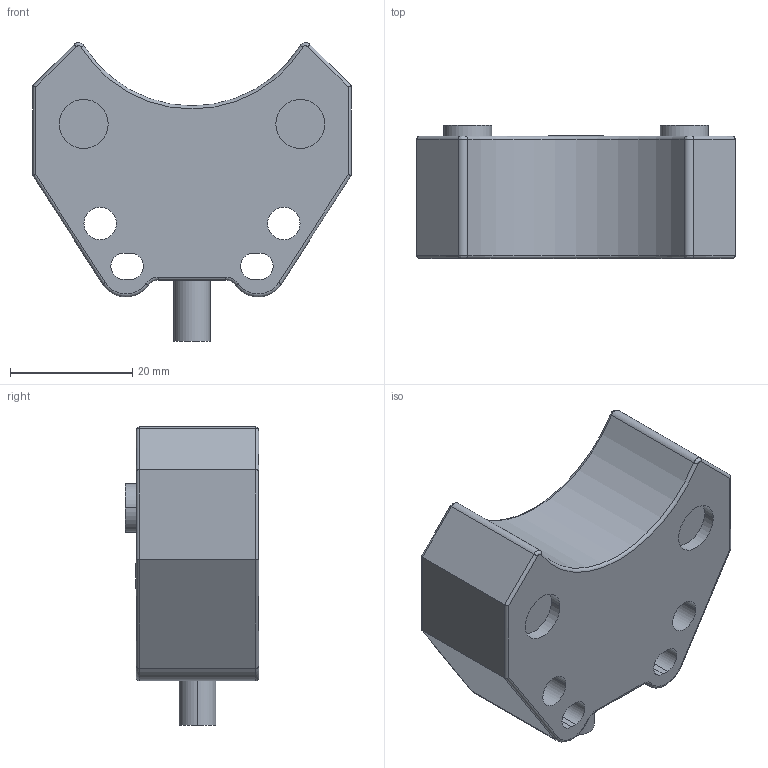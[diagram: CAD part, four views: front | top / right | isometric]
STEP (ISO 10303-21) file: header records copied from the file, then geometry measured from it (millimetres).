
FILE_DESCRIPTION((''),'2;1');
FILE_NAME('DM_CAD-0273A','2015-06-09T',('Creinig-se'),(''),'PRO/ENGINEER BY PARAMETRIC TECHNOLOGY CORPORATION, 2013050','PRO/ENGINEER BY PARAMETRIC TECHNOLOGY CORPORATION, 2013050','');
FILE_SCHEMA(('CONFIG_CONTROL_DESIGN'));
Length unit declared in the file: millimetre
Products named in the file (1): DM_CAD-0273A
Bounding box: 52 x 21.8 x 48.78 mm (x, y, z)
Volume: 29538.2 mm3; surface area: 7971.6 mm2
Topology: 1 solids, 1 shells, 87 faces, 407 edges, 352 vertices
Faces by surface type: cylinder 43, plane 30, torus 10, bspline 4
Entity records: 5912 total; most frequent: CARTESIAN_POINT 1169, DIRECTION 691, PRESENTATION_STYLE_ASSIGNMENT 468, STYLED_ITEM 464, CURVE_STYLE 434, ORIENTED_EDGE 404, AXIS2_PLACEMENT_3D 240, VECTOR 211
